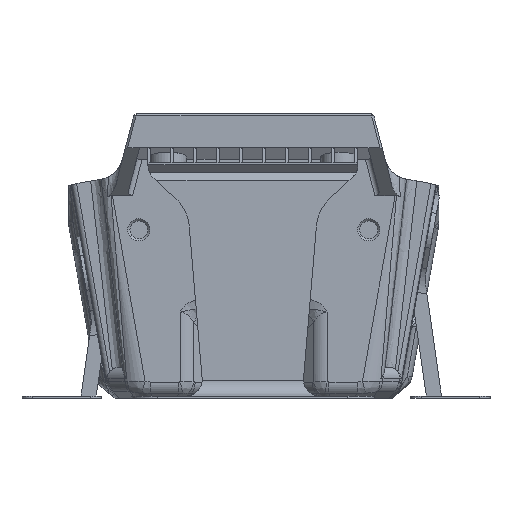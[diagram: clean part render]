
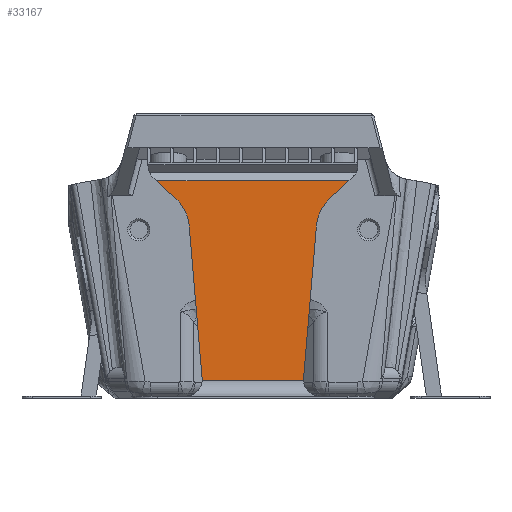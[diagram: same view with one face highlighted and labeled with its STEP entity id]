
A CAD part, front view. The second image highlights one B-rep face of the part: STEP entity #33167.
In plain terms, the highlighted planar face has unit normal (0, -1, 0).
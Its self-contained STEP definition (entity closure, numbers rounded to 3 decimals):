
#2145=CIRCLE('',#35284,3.);
#2146=CIRCLE('',#35285,3.);
#2147=CIRCLE('',#35286,8.);
#2148=CIRCLE('',#35287,8.);
#2974=ORIENTED_EDGE('',*,*,#13296,.T.);
#2975=ORIENTED_EDGE('',*,*,#13297,.T.);
#2976=ORIENTED_EDGE('',*,*,#13298,.T.);
#2977=ORIENTED_EDGE('',*,*,#13294,.F.);
#2978=ORIENTED_EDGE('',*,*,#13299,.T.);
#2979=ORIENTED_EDGE('',*,*,#13300,.T.);
#2980=ORIENTED_EDGE('',*,*,#13301,.F.);
#2981=ORIENTED_EDGE('',*,*,#13302,.F.);
#2982=ORIENTED_EDGE('',*,*,#13303,.T.);
#2983=ORIENTED_EDGE('',*,*,#13304,.T.);
#13294=EDGE_CURVE('',#18455,#18456,#21785,.T.);
#13296=EDGE_CURVE('',#18457,#18458,#2145,.T.);
#13297=EDGE_CURVE('',#18458,#18459,#21787,.F.);
#13298=EDGE_CURVE('',#18459,#18456,#2146,.T.);
#13299=EDGE_CURVE('',#18455,#18460,#2147,.T.);
#13300=EDGE_CURVE('',#18460,#18461,#21788,.T.);
#13301=EDGE_CURVE('',#18462,#18461,#21789,.T.);
#13302=EDGE_CURVE('',#18463,#18462,#21790,.T.);
#13303=EDGE_CURVE('',#18463,#18464,#2148,.T.);
#13304=EDGE_CURVE('',#18464,#18457,#21791,.T.);
#18455=VERTEX_POINT('',#47280);
#18456=VERTEX_POINT('',#47282);
#18457=VERTEX_POINT('',#47286);
#18458=VERTEX_POINT('',#47287);
#18459=VERTEX_POINT('',#47289);
#18460=VERTEX_POINT('',#47292);
#18461=VERTEX_POINT('',#47294);
#18462=VERTEX_POINT('',#47296);
#18463=VERTEX_POINT('',#47298);
#18464=VERTEX_POINT('',#47300);
#21785=LINE('',#47281,#24860);
#21787=LINE('',#47288,#24862);
#21788=LINE('',#47293,#24863);
#21789=LINE('',#47295,#24864);
#21790=LINE('',#47297,#24865);
#21791=LINE('',#47301,#24866);
#24860=VECTOR('',#38262,1000.);
#24862=VECTOR('',#38268,1000.);
#24863=VECTOR('',#38273,1000.);
#24864=VECTOR('',#38274,1000.);
#24865=VECTOR('',#38275,1000.);
#24866=VECTOR('',#38278,1000.);
#27931=EDGE_LOOP('',(#2974,#2975,#2976,#2977,#2978,#2979,#2980,#2981,#2982,
#2983));
#29998=FACE_BOUND('',#27931,.T.);
#32065=PLANE('',#35283);
#33167=ADVANCED_FACE('',(#29998),#32065,.F.);
#35283=AXIS2_PLACEMENT_3D('',#47284,#38264,#38265);
#35284=AXIS2_PLACEMENT_3D('',#47285,#38266,#38267);
#35285=AXIS2_PLACEMENT_3D('',#47290,#38269,#38270);
#35286=AXIS2_PLACEMENT_3D('',#47291,#38271,#38272);
#35287=AXIS2_PLACEMENT_3D('',#47299,#38276,#38277);
#38262=DIRECTION('',(-0.084,0.,-0.996));
#38264=DIRECTION('',(0.,1.,0.));
#38265=DIRECTION('',(0.,0.,1.));
#38266=DIRECTION('',(0.,1.,0.));
#38267=DIRECTION('',(0.,0.,1.));
#38268=DIRECTION('',(-1.,0.,0.));
#38269=DIRECTION('',(0.,1.,0.));
#38270=DIRECTION('',(0.,0.,1.));
#38271=DIRECTION('',(0.,1.,0.));
#38272=DIRECTION('',(0.,0.,1.));
#38273=DIRECTION('',(0.731,0.,0.682));
#38274=DIRECTION('',(1.,0.,0.));
#38275=DIRECTION('',(-0.731,0.,0.682));
#38276=DIRECTION('',(0.,1.,0.));
#38277=DIRECTION('',(0.,0.,1.));
#38278=DIRECTION('',(0.084,0.,-0.996));
#47280=CARTESIAN_POINT('',(11.856,-32.314,32.579));
#47281=CARTESIAN_POINT('',(36.482,-32.314,324.724));
#47282=CARTESIAN_POINT('',(9.418,-32.314,3.652));
#47284=CARTESIAN_POINT('',(0.,-32.314,327.8));
#47285=CARTESIAN_POINT('',(-12.767,-32.314,3.4));
#47286=CARTESIAN_POINT('',(-9.777,-32.314,3.652));
#47287=CARTESIAN_POINT('',(-9.767,-32.314,3.4));
#47288=CARTESIAN_POINT('',(9.143,-32.314,3.4));
#47289=CARTESIAN_POINT('',(9.407,-32.314,3.4));
#47290=CARTESIAN_POINT('',(12.407,-32.314,3.4));
#47291=CARTESIAN_POINT('',(19.828,-32.314,31.907));
#47292=CARTESIAN_POINT('',(14.372,-32.314,37.757));
#47293=CARTESIAN_POINT('',(16.736,-32.314,39.963));
#47294=CARTESIAN_POINT('',(17.982,-32.314,41.124));
#47295=CARTESIAN_POINT('',(-65.369,-32.314,41.124));
#47296=CARTESIAN_POINT('',(-18.341,-32.314,41.124));
#47297=CARTESIAN_POINT('',(-17.096,-32.314,39.963));
#47298=CARTESIAN_POINT('',(-14.731,-32.314,37.757));
#47299=CARTESIAN_POINT('',(-20.187,-32.314,31.907));
#47300=CARTESIAN_POINT('',(-12.216,-32.314,32.579));
#47301=CARTESIAN_POINT('',(-36.839,-32.314,324.694));
